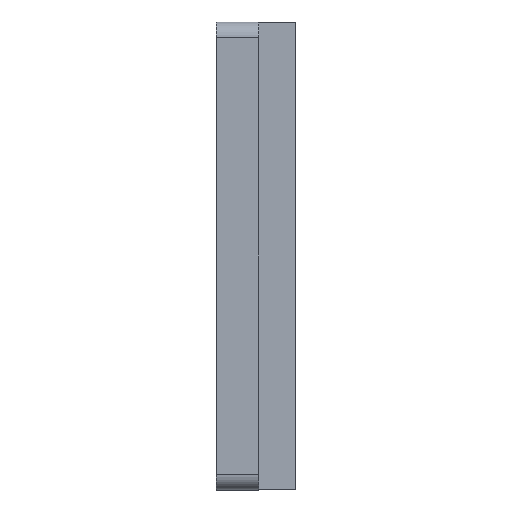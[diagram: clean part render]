
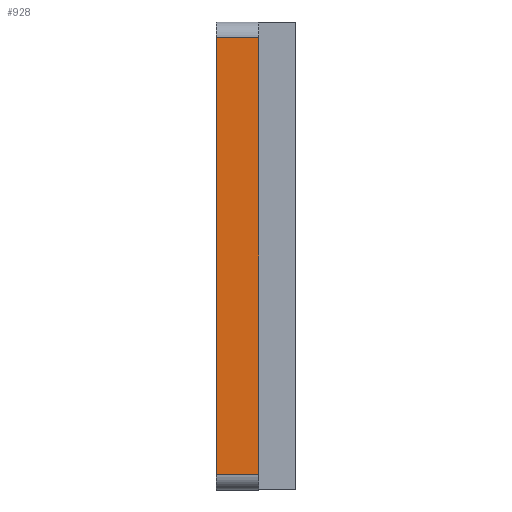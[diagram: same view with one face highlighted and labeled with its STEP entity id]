
A CAD part, front view. The second image highlights one B-rep face of the part: STEP entity #928.
In plain terms, the highlighted planar face has unit normal (0, -1, 0).
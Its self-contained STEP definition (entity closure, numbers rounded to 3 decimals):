
#44=PLANE('',#1016);
#74=FACE_OUTER_BOUND('',#133,.T.);
#133=EDGE_LOOP('',(#679,#680,#681,#682));
#205=LINE('',#1418,#283);
#206=LINE('',#1421,#284);
#222=LINE('',#1479,#300);
#223=LINE('',#1480,#301);
#283=VECTOR('',#1128,10.);
#284=VECTOR('',#1131,10.);
#300=VECTOR('',#1175,10.);
#301=VECTOR('',#1176,10.);
#417=VERTEX_POINT('',#1411);
#420=VERTEX_POINT('',#1416);
#421=VERTEX_POINT('',#1420);
#449=VERTEX_POINT('',#1478);
#511=EDGE_CURVE('',#420,#417,#205,.T.);
#512=EDGE_CURVE('',#421,#417,#206,.T.);
#541=EDGE_CURVE('',#420,#449,#222,.T.);
#542=EDGE_CURVE('',#421,#449,#223,.T.);
#679=ORIENTED_EDGE('',*,*,#511,.F.);
#680=ORIENTED_EDGE('',*,*,#541,.T.);
#681=ORIENTED_EDGE('',*,*,#542,.F.);
#682=ORIENTED_EDGE('',*,*,#512,.T.);
#928=ADVANCED_FACE('',(#74),#44,.T.);
#1016=AXIS2_PLACEMENT_3D('',#1477,#1173,#1174);
#1128=DIRECTION('',(1.,0.,0.));
#1131=DIRECTION('',(0.,0.,1.));
#1173=DIRECTION('center_axis',(0.,-1.,0.));
#1174=DIRECTION('ref_axis',(0.,0.,-1.));
#1175=DIRECTION('',(0.,0.,-1.));
#1176=DIRECTION('',(-1.,0.,0.));
#1411=CARTESIAN_POINT('',(8.,-101.,41.));
#1416=CARTESIAN_POINT('',(0.,-101.,41.));
#1418=CARTESIAN_POINT('',(0.,-101.,41.));
#1420=CARTESIAN_POINT('',(8.,-101.,-41.));
#1421=CARTESIAN_POINT('',(8.,-101.,22.));
#1477=CARTESIAN_POINT('Origin',(0.,-101.,44.));
#1478=CARTESIAN_POINT('',(0.,-101.,-41.));
#1479=CARTESIAN_POINT('',(0.,-101.,44.));
#1480=CARTESIAN_POINT('',(0.,-101.,-41.));
